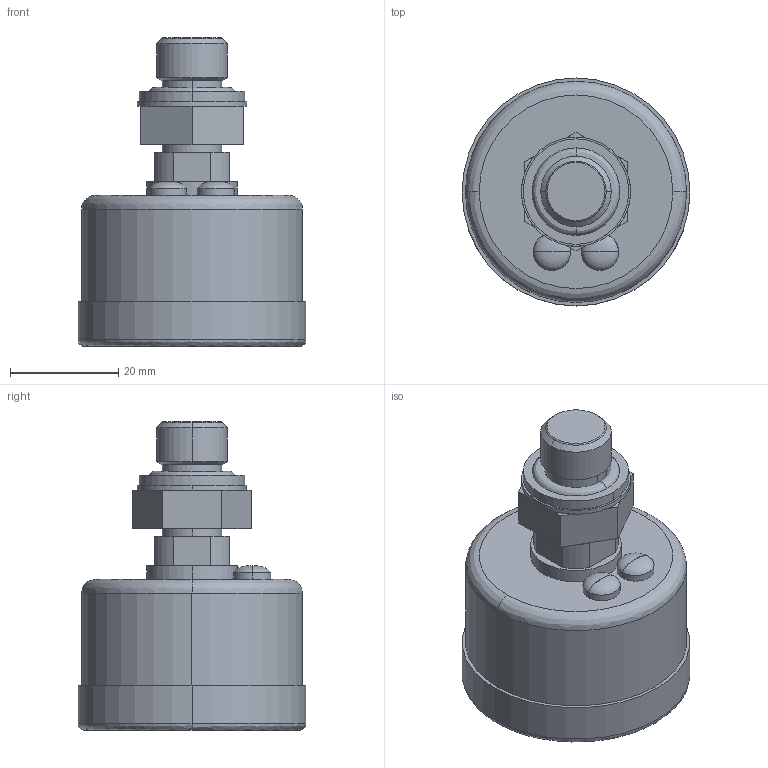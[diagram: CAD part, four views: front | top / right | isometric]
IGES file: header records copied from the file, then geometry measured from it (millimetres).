
Start section:  PTC IGES file: ilcml7212200.igs
Global section: file name: ilcml7212200.igs; native system: Pro/ENGINEER by Parametric Technology Corporation; preprocessor: 2007460; author: avl; organization: Unknown; date: 20130719.115238; units: inch
Bounding box: 42.16 x 42.16 x 57.15 mm (x, y, z)
Surface area: 9271.5 mm2 (no closed solid volume)
Topology: 0 solids, 0 shells, 81 faces, 354 edges, 350 vertices
Faces by surface type: revolution 48, bspline 33
